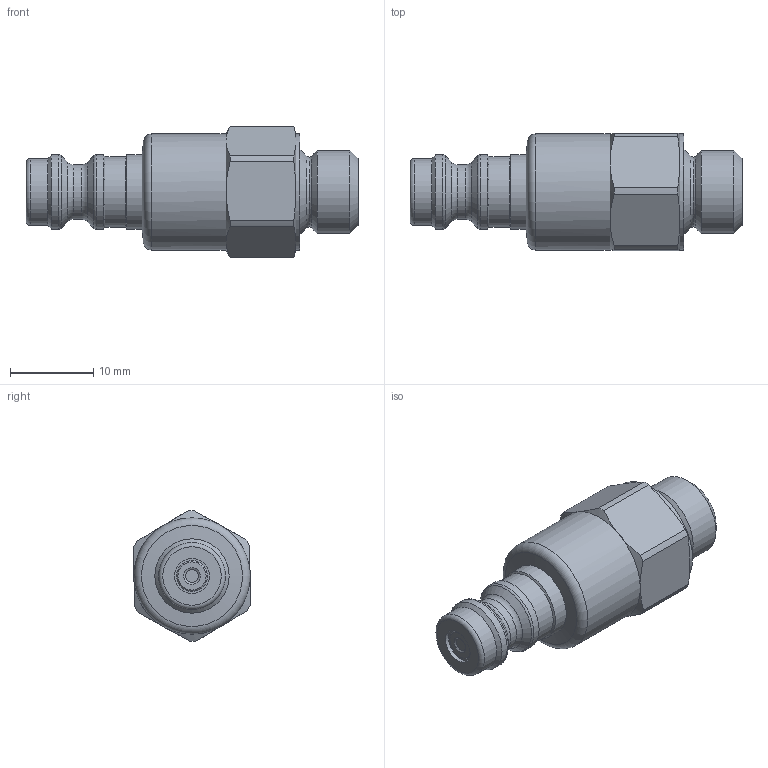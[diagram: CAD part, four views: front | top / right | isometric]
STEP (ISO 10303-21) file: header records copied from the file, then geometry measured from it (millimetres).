
FILE_DESCRIPTION(/* description */ (''),/* implementation_level */ '2;1');
FILE_NAME(/* name */ 'ESME 101 NAAB.stp',/* time_stamp */ '2022-11-29T07:42:56+01:00',/* author */ ('meier'),/* organization */ (''),/* preprocessor_version */ 'ST-DEVELOPER v18.1',/* originating_system */ 'Autodesk Inventor 2022',/* authorisation */ '0 mm^3');
FILE_SCHEMA (('AUTOMOTIVE_DESIGN { 1 0 10303 214 3 1 1 }'));
Length unit declared in the file: millimetre
Products named in the file (1): LUE_00041116
Bounding box: 40 x 14.13 x 15.7 mm (x, y, z)
Volume: 4102.8 mm3; surface area: 1900.5 mm2
Topology: 1 solids, 1 shells, 63 faces, 147 edges, 91 vertices
Faces by surface type: cone 23, cylinder 19, plane 13, torus 8
Full cylindrical faces by diameter (mm): 2 x1, 4.2 x1, 5 x1, 6.6 x1, 8.05 x1, 8.4 x1, 8.5 x1, 8.96 x3, 10 x1, 14 x2
Entity records: 1908 total; most frequent: CARTESIAN_POINT 350, DIRECTION 338, ORIENTED_EDGE 294, AXIS2_PLACEMENT_3D 151, EDGE_CURVE 147, VERTEX_POINT 91, CIRCLE 87, EDGE_LOOP 68
